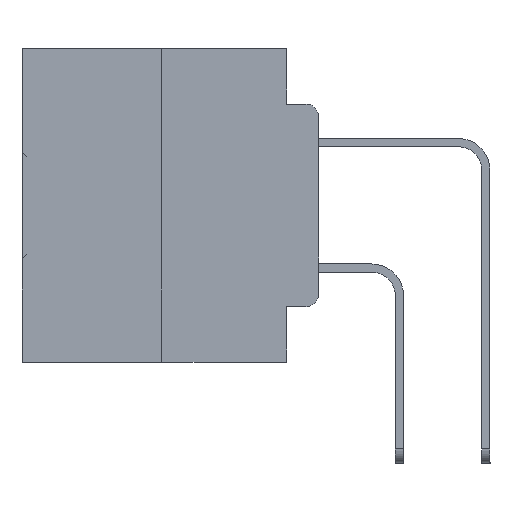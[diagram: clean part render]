
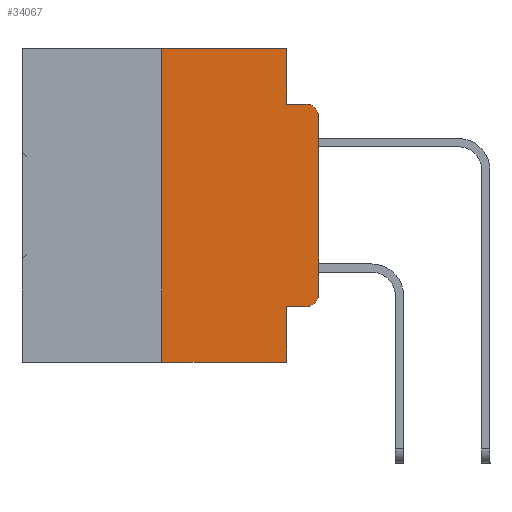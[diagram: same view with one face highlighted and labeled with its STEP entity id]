
A CAD part, left-side view. The second image highlights one B-rep face of the part: STEP entity #34067.
In plain terms, the highlighted planar face has unit normal (-1, 0, 0).
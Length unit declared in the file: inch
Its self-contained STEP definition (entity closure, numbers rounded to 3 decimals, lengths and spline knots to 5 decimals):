
#174 = EDGE_CURVE ( 'NONE', #21271, #2800, #20907, .T. ) ;
#240 = DIRECTION ( 'NONE',  ( 0., 0., 1. ) ) ;
#824 = ORIENTED_EDGE ( 'NONE', *, *, #23011, .F. ) ;
#988 = CARTESIAN_POINT ( 'NONE',  ( 0., 0.051, 0. ) ) ;
#1198 = EDGE_CURVE ( 'NONE', #13764, #22950, #3573, .T. ) ;
#1213 = VERTEX_POINT ( 'NONE', #1244 ) ;
#1244 = CARTESIAN_POINT ( 'NONE',  ( 0., 0.02, -0.0885 ) ) ;
#1903 = ORIENTED_EDGE ( 'NONE', *, *, #174, .F. ) ;
#2333 = ORIENTED_EDGE ( 'NONE', *, *, #22589, .T. ) ;
#2800 = VERTEX_POINT ( 'NONE', #16314 ) ;
#2916 = DIRECTION ( 'NONE',  ( 0., 0., -1. ) ) ;
#3433 = ORIENTED_EDGE ( 'NONE', *, *, #13373, .F. ) ;
#3573 = LINE ( 'NONE', #30300, #23053 ) ;
#3661 = CARTESIAN_POINT ( 'NONE',  ( 0., 0., -0.1085 ) ) ;
#3757 = VECTOR ( 'NONE', #18529, 39.37008 ) ;
#5010 = EDGE_LOOP ( 'NONE', ( #24560, #2333, #22742, #5930, #1903, #3433, #10892, #824, #24854, #34510 ) ) ;
#5160 = AXIS2_PLACEMENT_3D ( 'NONE', #18055, #20302, #2916 ) ;
#5466 = VECTOR ( 'NONE', #6465, 39.37008 ) ;
#5930 = ORIENTED_EDGE ( 'NONE', *, *, #16818, .F. ) ;
#6465 = DIRECTION ( 'NONE',  ( 0., -1., 0. ) ) ;
#6694 = CARTESIAN_POINT ( 'NONE',  ( 0., 0.051, -0.0885 ) ) ;
#7373 = VERTEX_POINT ( 'NONE', #20830 ) ;
#9522 = CARTESIAN_POINT ( 'NONE',  ( 0., 0.25, 0. ) ) ;
#9763 = EDGE_CURVE ( 'NONE', #10068, #13764, #28049, .T. ) ;
#9802 = DIRECTION ( 'NONE',  ( 0., 0., -1. ) ) ;
#10068 = VERTEX_POINT ( 'NONE', #30131 ) ;
#10892 = ORIENTED_EDGE ( 'NONE', *, *, #32929, .T. ) ;
#11321 = CARTESIAN_POINT ( 'NONE',  ( 0., 0.051, -0.4115 ) ) ;
#11668 = CARTESIAN_POINT ( 'NONE',  ( 0., 0.473, 0. ) ) ;
#12934 = EDGE_CURVE ( 'NONE', #7373, #10068, #26181, .T. ) ;
#13373 = EDGE_CURVE ( 'NONE', #22805, #21271, #20323, .T. ) ;
#13632 = DIRECTION ( 'NONE',  ( 0., -1., 0. ) ) ;
#13756 = CARTESIAN_POINT ( 'NONE',  ( 0., 0.473, 0. ) ) ;
#13764 = VERTEX_POINT ( 'NONE', #27922 ) ;
#14275 = LINE ( 'NONE', #24157, #28624 ) ;
#14599 = DIRECTION ( 'NONE',  ( 0., 0., -1. ) ) ;
#14846 = AXIS2_PLACEMENT_3D ( 'NONE', #16570, #36470, #19452 ) ;
#14888 = VERTEX_POINT ( 'NONE', #26962 ) ;
#15357 = VECTOR ( 'NONE', #13632, 39.37008 ) ;
#16314 = CARTESIAN_POINT ( 'NONE',  ( 0., 0.051, 0. ) ) ;
#16570 = CARTESIAN_POINT ( 'NONE',  ( 0., 0.02, -0.1085 ) ) ;
#16818 = EDGE_CURVE ( 'NONE', #2800, #30707, #33501, .T. ) ;
#18055 = CARTESIAN_POINT ( 'NONE',  ( 0., 0.02, -0.3915 ) ) ;
#18529 = DIRECTION ( 'NONE',  ( 0., 0., -1. ) ) ;
#18555 = VECTOR ( 'NONE', #28648, 39.37008 ) ;
#19452 = DIRECTION ( 'NONE',  ( 0., 0., -1. ) ) ;
#20155 = CIRCLE ( 'NONE', #14846, 0.02 ) ;
#20186 = AXIS2_PLACEMENT_3D ( 'NONE', #11668, #31726, #14599 ) ;
#20302 = DIRECTION ( 'NONE',  ( -1., 0., 0. ) ) ;
#20323 = LINE ( 'NONE', #23441, #33706 ) ;
#20416 = CARTESIAN_POINT ( 'NONE',  ( 0., 0.25, -0.5 ) ) ;
#20583 = CARTESIAN_POINT ( 'NONE',  ( 0., 0.051, -0.0885 ) ) ;
#20830 = CARTESIAN_POINT ( 'NONE',  ( 0., 0.051, -0.4115 ) ) ;
#20907 = LINE ( 'NONE', #13756, #5466 ) ;
#21271 = VERTEX_POINT ( 'NONE', #9522 ) ;
#22589 = EDGE_CURVE ( 'NONE', #22950, #1213, #20155, .T. ) ;
#22742 = ORIENTED_EDGE ( 'NONE', *, *, #29728, .F. ) ;
#22805 = VERTEX_POINT ( 'NONE', #20416 ) ;
#22950 = VERTEX_POINT ( 'NONE', #3661 ) ;
#23011 = EDGE_CURVE ( 'NONE', #7373, #14888, #14275, .T. ) ;
#23053 = VECTOR ( 'NONE', #30312, 39.37008 ) ;
#23133 = PLANE ( 'NONE',  #20186 ) ;
#23441 = CARTESIAN_POINT ( 'NONE',  ( 0., 0.25, 0. ) ) ;
#24157 = CARTESIAN_POINT ( 'NONE',  ( 0., 0.051, 0. ) ) ;
#24560 = ORIENTED_EDGE ( 'NONE', *, *, #1198, .T. ) ;
#24854 = ORIENTED_EDGE ( 'NONE', *, *, #12934, .T. ) ;
#26181 = LINE ( 'NONE', #11321, #18555 ) ;
#26962 = CARTESIAN_POINT ( 'NONE',  ( 0., 0.051, -0.5 ) ) ;
#27922 = CARTESIAN_POINT ( 'NONE',  ( 0., 0., -0.3915 ) ) ;
#28049 = CIRCLE ( 'NONE', #5160, 0.02 ) ;
#28624 = VECTOR ( 'NONE', #9802, 39.37008 ) ;
#28648 = DIRECTION ( 'NONE',  ( 0., -1., 0. ) ) ;
#29134 = FACE_OUTER_BOUND ( 'NONE', #5010, .T. ) ;
#29728 = EDGE_CURVE ( 'NONE', #30707, #1213, #36061, .T. ) ;
#30131 = CARTESIAN_POINT ( 'NONE',  ( 0., 0.02, -0.4115 ) ) ;
#30300 = CARTESIAN_POINT ( 'NONE',  ( 0., 0., 0. ) ) ;
#30312 = DIRECTION ( 'NONE',  ( 0., 0., 1. ) ) ;
#30707 = VERTEX_POINT ( 'NONE', #20583 ) ;
#30786 = CARTESIAN_POINT ( 'NONE',  ( 0., 0.473, -0.5 ) ) ;
#31726 = DIRECTION ( 'NONE',  ( 1., 0., 0. ) ) ;
#32929 = EDGE_CURVE ( 'NONE', #22805, #14888, #37187, .T. ) ;
#33501 = LINE ( 'NONE', #988, #3757 ) ;
#33706 = VECTOR ( 'NONE', #240, 39.37008 ) ;
#34067 = ADVANCED_FACE ( 'NONE', ( #29134 ), #23133, .F. ) ;
#34510 = ORIENTED_EDGE ( 'NONE', *, *, #9763, .T. ) ;
#35165 = VECTOR ( 'NONE', #35440, 39.37008 ) ;
#35440 = DIRECTION ( 'NONE',  ( 0., -1., 0. ) ) ;
#36061 = LINE ( 'NONE', #6694, #35165 ) ;
#36470 = DIRECTION ( 'NONE',  ( -1., 0., 0. ) ) ;
#37187 = LINE ( 'NONE', #30786, #15357 ) ;
